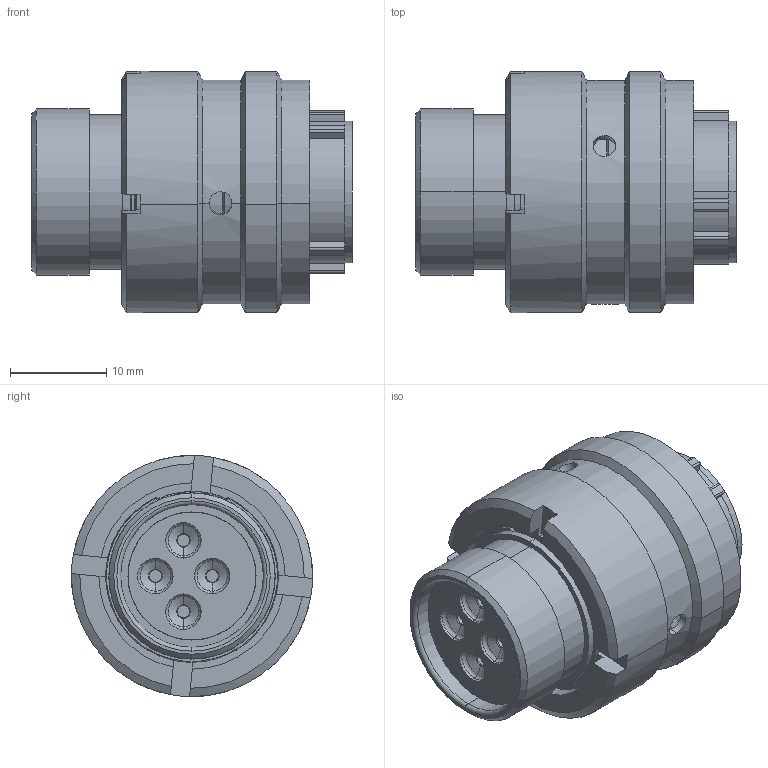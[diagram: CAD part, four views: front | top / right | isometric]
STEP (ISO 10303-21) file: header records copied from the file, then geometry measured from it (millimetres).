
FILE_DESCRIPTION (( 'STEP AP214' ), '1' );
FILE_NAME ('AS612-04SN.STEP', '2017-04-20T10:06:54', ( '' ), ( '' ), 'SwSTEP 2.0', 'SolidWorks 2015', '' );
FILE_SCHEMA (( 'AUTOMOTIVE_DESIGN' ));
Length unit declared in the file: inch
Products named in the file (1): AS612-04SN
Bounding box: 33.37 x 25.09 x 25.09 mm (x, y, z)
Volume: 9045.7 mm3; surface area: 10139.2 mm2
Topology: 1 solids, 4 shells, 701 faces, 1616 edges, 958 vertices
Faces by surface type: cylinder 217, torus 180, plane 146, cone 124, bspline 25, sphere 9
Entity records: 31422 total; most frequent: CARTESIAN_POINT 6626, DIRECTION 3693, ORIENTED_EDGE 3162, EDGE_CURVE 1581, AXIS2_PLACEMENT_3D 1580, VERTEX_POINT 942, CIRCLE 910, EDGE_LOOP 757
